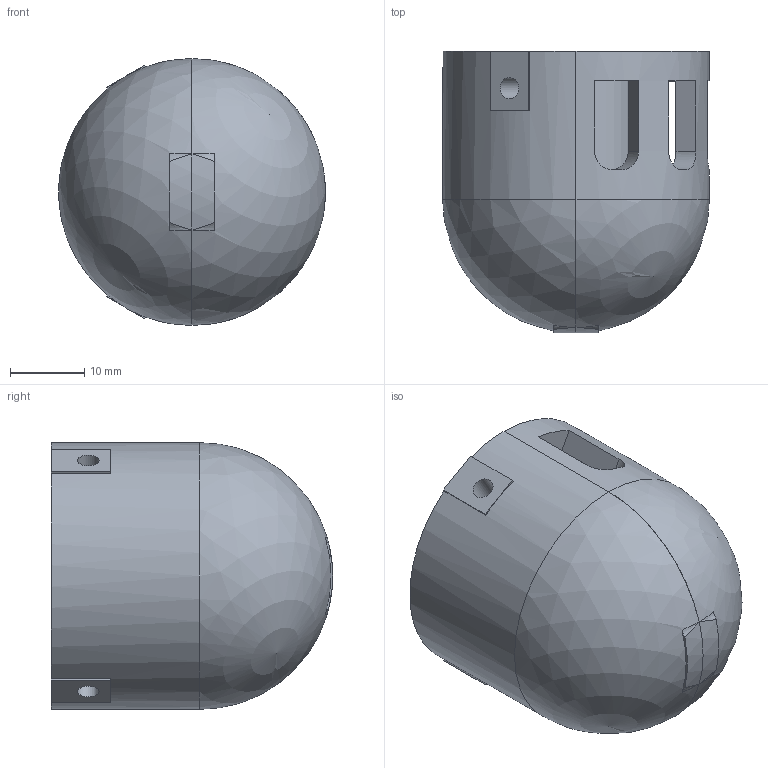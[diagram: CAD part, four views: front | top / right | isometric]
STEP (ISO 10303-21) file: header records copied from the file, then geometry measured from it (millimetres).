
FILE_DESCRIPTION(/* description */ (''),/* implementation_level */ '2;1');
FILE_NAME(/* name */ 'PP_Gas_intake.step',/* time_stamp */ '2020-05-06T11:28:19+02:00',/* author */ (''),/* organization */ (''),/* preprocessor_version */ 'ST-DEVELOPER v18.1',/* originating_system */ 'Autodesk Translation Framework v9.2.0.1227',/* authorisation */ '');
FILE_SCHEMA (('AUTOMOTIVE_DESIGN { 1 0 10303 214 3 1 1 }'));
Length unit declared in the file: millimetre
Products named in the file (4): Shield 4.0; part_b; part_a; Component5
Assembly tree (3 placements, depth 3):
  Shield 4.0
    part_b
    part_a
      Component5
Bounding box: 36 x 38 x 36 mm (x, y, z)
Volume: 18818.2 mm3; surface area: 12504.5 mm2
Topology: 2 solids, 2 shells, 101 faces, 309 edges, 204 vertices
Faces by surface type: plane 60, cylinder 29, torus 7, sphere 5
Full cylindrical faces by diameter (mm): 2.9 x2
Entity records: 3893 total; most frequent: CARTESIAN_POINT 965, ORIENTED_EDGE 610, DIRECTION 598, EDGE_CURVE 305, AXIS2_PLACEMENT_3D 221, VERTEX_POINT 204, LINE 156, VECTOR 156
